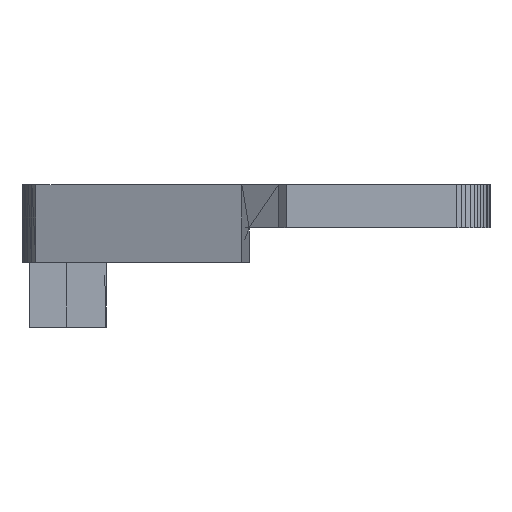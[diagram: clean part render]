
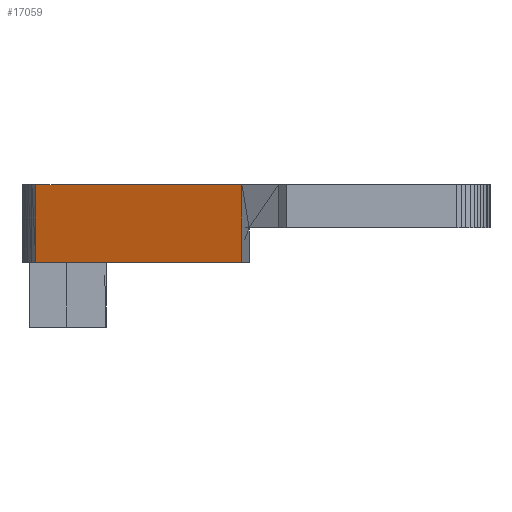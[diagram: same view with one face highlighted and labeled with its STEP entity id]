
A CAD part, left-side view. The second image highlights one B-rep face of the part: STEP entity #17059.
In plain terms, the highlighted planar face has unit normal (-0.941, 0.338, 0).
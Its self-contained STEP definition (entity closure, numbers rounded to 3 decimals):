
#209=CARTESIAN_POINT('',(0.656,48.5,11.225));
#210=VERTEX_POINT('',#209);
#217=CARTESIAN_POINT('',(-9.603,19.948,11.225));
#218=VERTEX_POINT('',#217);
#219=CARTESIAN_POINT('',(-9.603,19.948,11.225));
#220=DIRECTION('',(0.338,0.941,0.0));
#221=VECTOR('',#220,30.339);
#222=LINE('',#219,#221);
#223=EDGE_CURVE('',#218,#210,#222,.T.);
#10535=CARTESIAN_POINT('',(-9.603,19.948,0.45));
#10536=VERTEX_POINT('',#10535);
#10543=CARTESIAN_POINT('',(0.656,48.5,0.45));
#10544=VERTEX_POINT('',#10543);
#10545=CARTESIAN_POINT('',(-9.603,19.948,0.45));
#10546=DIRECTION('',(0.338,0.941,0.0));
#10547=VECTOR('',#10546,30.339);
#10548=LINE('',#10545,#10547);
#10549=EDGE_CURVE('',#10536,#10544,#10548,.T.);
#12807=CARTESIAN_POINT('',(-9.603,19.948,11.225));
#12808=DIRECTION('',(0.0,0.0,-1.0));
#12809=VECTOR('',#12808,10.775);
#12810=LINE('',#12807,#12809);
#12811=EDGE_CURVE('',#218,#10536,#12810,.T.);
#12972=CARTESIAN_POINT('',(0.656,48.5,11.225));
#12973=DIRECTION('',(0.0,0.0,-1.0));
#12974=VECTOR('',#12973,10.775);
#12975=LINE('',#12972,#12974);
#12976=EDGE_CURVE('',#210,#10544,#12975,.T.);
#17048=CARTESIAN_POINT('',(0.656,48.5,0.45));
#17049=DIRECTION('',(0.941,-0.338,0.0));
#17050=DIRECTION('',(0.0,0.0,-1.0));
#17051=AXIS2_PLACEMENT_3D('',#17048,#17049,#17050);
#17052=PLANE('',#17051);
#17053=ORIENTED_EDGE('',*,*,#12976,.T.);
#17054=ORIENTED_EDGE('',*,*,#10549,.F.);
#17055=ORIENTED_EDGE('',*,*,#12811,.F.);
#17056=ORIENTED_EDGE('',*,*,#223,.T.);
#17057=EDGE_LOOP('',(#17053,#17054,#17055,#17056));
#17058=FACE_OUTER_BOUND('',#17057,.T.);
#17059=ADVANCED_FACE('',(#17058),#17052,.F.);
